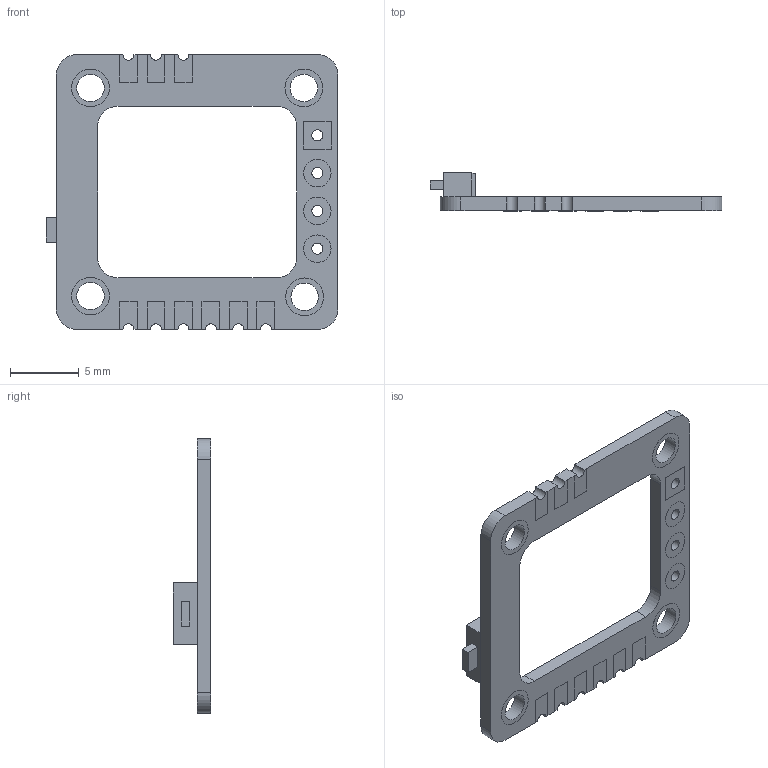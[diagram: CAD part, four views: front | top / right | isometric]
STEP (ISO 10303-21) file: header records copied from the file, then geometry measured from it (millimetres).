
FILE_DESCRIPTION(/* description */ (''),/* implementation_level */ '2;1');
FILE_NAME(/* name */ 'Rush Tank Tiny Sled.step',/* time_stamp */ '2025-08-08T09:17:47+10:00',/* author */ (''),/* organization */ (''),/* preprocessor_version */ 'ST-DEVELOPER v20.1',/* originating_system */ 'Autodesk Translation Framework v14.10.0.0',/* authorisation */ '');
FILE_SCHEMA (('AUTOMOTIVE_DESIGN { 1 0 10303 214 3 1 1 }'));
Length unit declared in the file: millimetre
Products named in the file (1): Rush Tank Tiny Sled
Bounding box: 21.25 x 2.75 x 20 mm (x, y, z)
Volume: 231.1 mm3; surface area: 623.8 mm2
Topology: 1 solids, 1 shells, 183 faces, 489 edges, 326 vertices
Faces by surface type: plane 141, cylinder 42
Full cylindrical faces by diameter (mm): 0.8 x4, 2 x7, 2.75 x8
Entity records: 5814 total; most frequent: CARTESIAN_POINT 999, ORIENTED_EDGE 978, DIRECTION 941, EDGE_CURVE 489, LINE 405, VECTOR 405, VERTEX_POINT 326, AXIS2_PLACEMENT_3D 268
